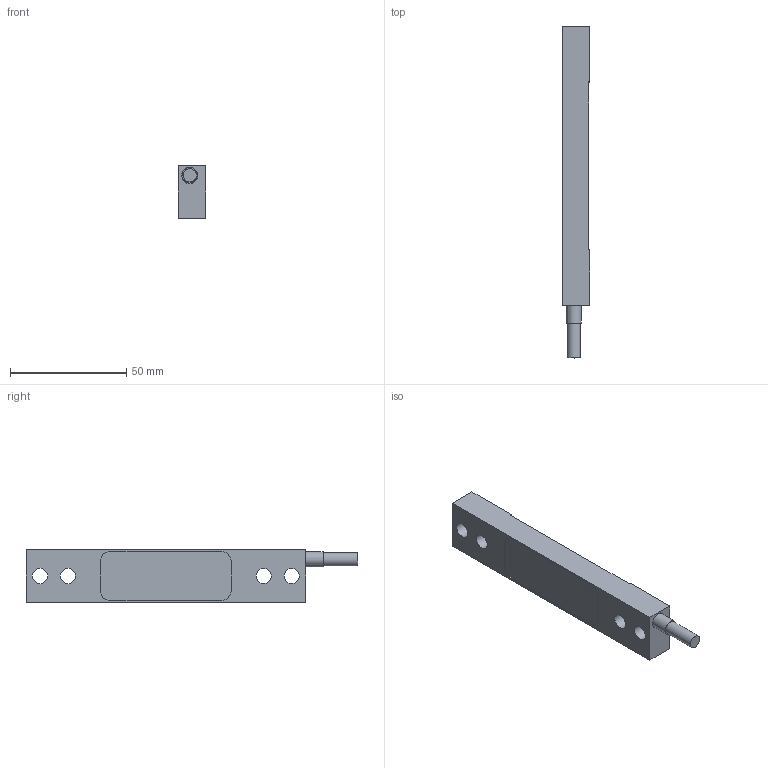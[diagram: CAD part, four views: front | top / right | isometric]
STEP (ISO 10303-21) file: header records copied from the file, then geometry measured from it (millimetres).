
FILE_DESCRIPTION(/* description */ ('Alibre Inc.'),/* implementation_level */ '2;1');
FILE_NAME(/* name */ 'export0',/* time_stamp */ '2017-01-13T07:57:32+01:00',/* author */ (''),/* organization */ (''),/* preprocessor_version */ 'ST-DEVELOPER v14',/* originating_system */ 'Alibre',/* authorisation */ '');
FILE_SCHEMA (('CONFIG_CONTROL_DESIGN'));
Length unit declared in the file: centimetre
Products named in the file (6): ID_1; ID_2; ID_3; ID_4
Bounding box: 12 x 142.5 x 22.5 mm (x, y, z)
Volume: 21062.5 mm3; surface area: 17569.4 mm2
Topology: 4 solids, 4 shells, 129 faces, 335 edges, 221 vertices
Faces by surface type: plane 71, cylinder 53, cone 5
Full cylindrical faces by diameter (mm): 4.5 x1, 5.7 x1, 6.5 x6
Entity records: 4534 total; most frequent: CARTESIAN_POINT 952, ORIENTED_EDGE 640, DIRECTION 561, EDGE_CURVE 320, AXIS2_PLACEMENT_3D 220, VERTEX_POINT 215, VECTOR 181, LINE 181
